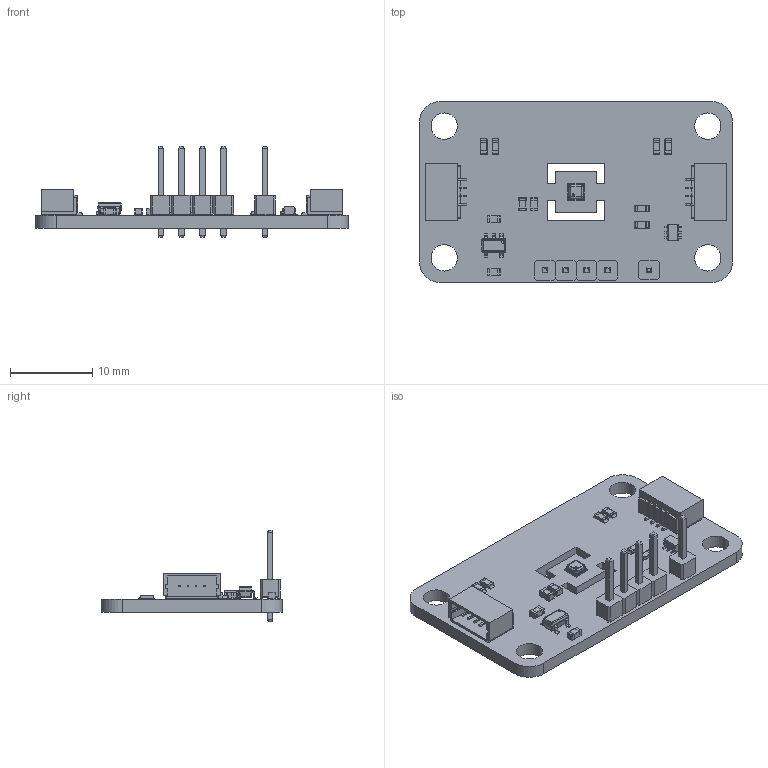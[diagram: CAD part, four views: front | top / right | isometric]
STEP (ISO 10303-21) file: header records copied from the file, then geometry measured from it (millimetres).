
FILE_DESCRIPTION(('KiCad electronic assembly'),'2;1');
FILE_NAME('Pressure & temperature sensor BMP388 breakout 3D.step', '2023-10-31T15:43:01',('Pcbnew'),('Kicad'), 'Open CASCADE STEP processor 7.6','KiCad to STEP converter','Unknown' );
FILE_SCHEMA(('AUTOMOTIVE_DESIGN { 1 0 10303 214 1 1 1 1 }'));
Length unit declared in the file: millimetre
Products named in the file (18): Pressure & temperature sensor BMP388 breakout 3D 1; 0603R; SOLID; easyC connector; 0603C; COMPOUND; SOT-363; BMP388--3DModel-STEP-56544; SOT-23-5; 1x_Male_Pin_2.54_mm; 4x_Male_Pin_2.54_mm; Pressure & temperature sensor BMP388 breakout PCB
Assembly tree (26 placements, depth 3):
  Pressure & temperature sensor BMP388 breakout 3D 1
    0603R  x6
      SOLID
    easyC connector  x2
      SOLID
    0603C  x4
      COMPOUND
    SOT-363
      COMPOUND
    BMP388--3DModel-STEP-56544
      COMPOUND
    SOT-23-5
      COMPOUND
    1x_Male_Pin_2.54_mm
      SOLID
    4x_Male_Pin_2.54_mm
      COMPOUND
    Pressure & temperature sensor BMP388 breakout PCB
Bounding box: 38 x 22 x 11.16 mm (x, y, z)
Volume: 1406.1 mm3; surface area: 2746.8 mm2
Topology: 53 solids, 53 shells, 1382 faces, 3381 edges, 2042 vertices
Faces by surface type: bspline 1347, plane 22, cylinder 13
Full cylindrical faces by diameter (mm): 1 x5, 3.2 x4
Entity records: 46377 total; most frequent: CARTESIAN_POINT 18241, B_SPLINE_CURVE_WITH_KNOTS 5052, ORIENTED_EDGE 3910, PCURVE 3910, DEFINITIONAL_REPRESENTATION 3910, EDGE_CURVE 1955, SURFACE_CURVE 1946, VERTEX_POINT 1234
